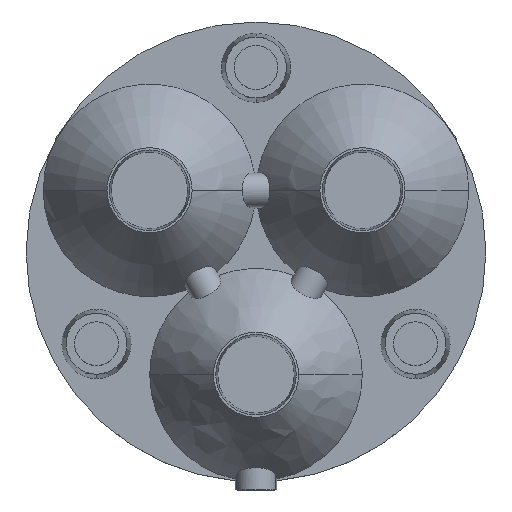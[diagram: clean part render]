
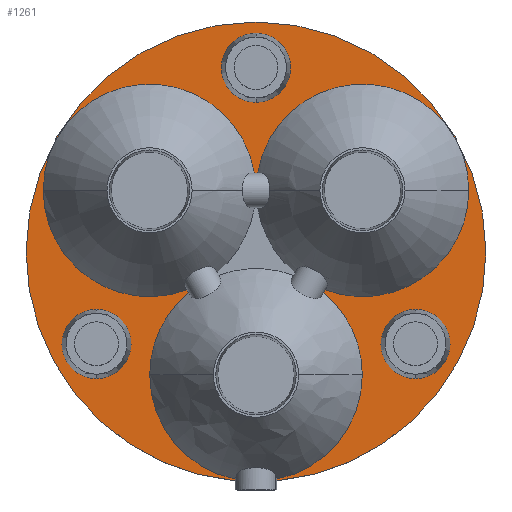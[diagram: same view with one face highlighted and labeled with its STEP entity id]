
A CAD part, top view. The second image highlights one B-rep face of the part: STEP entity #1261.
In plain terms, the highlighted planar face has unit normal (0, 0, 1).
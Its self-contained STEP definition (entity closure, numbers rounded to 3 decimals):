
#100=CARTESIAN_POINT('',(6.928,1.341,0.7));
#101=DIRECTION('',(0.,0.,-1.));
#102=DIRECTION('',(0.,-1.,0.));
#103=AXIS2_PLACEMENT_3D('',#100,#101,#102);
#105=CARTESIAN_POINT('',(6.928,1.341,0.7));
#106=DIRECTION('',(0.,0.,-1.));
#107=DIRECTION('',(0.,1.,0.));
#108=AXIS2_PLACEMENT_3D('',#105,#106,#107);
#110=CARTESIAN_POINT('',(-6.928,1.341,0.7));
#111=DIRECTION('',(0.,0.,-1.));
#112=DIRECTION('',(0.,-1.,0.));
#113=AXIS2_PLACEMENT_3D('',#110,#111,#112);
#115=CARTESIAN_POINT('',(-6.928,1.341,0.7));
#116=DIRECTION('',(0.,0.,-1.));
#117=DIRECTION('',(0.,1.,0.));
#118=AXIS2_PLACEMENT_3D('',#115,#116,#117);
#120=CARTESIAN_POINT('',(0.,13.341,0.7));
#121=DIRECTION('',(0.,0.,-1.));
#122=DIRECTION('',(0.,-1.,0.));
#123=AXIS2_PLACEMENT_3D('',#120,#121,#122);
#125=CARTESIAN_POINT('',(0.,13.341,0.7));
#126=DIRECTION('',(0.,0.,-1.));
#127=DIRECTION('',(0.,1.,0.));
#128=AXIS2_PLACEMENT_3D('',#125,#126,#127);
#130=DIRECTION('',(0.5,0.866,0.));
#131=VECTOR('',#130,0.141);
#132=CARTESIAN_POINT('',(2.927,3.57,0.7));
#133=LINE('',#132,#131);
#134=CARTESIAN_POINT('',(4.625,8.011,0.7));
#135=DIRECTION('',(0.,0.,-1.));
#136=DIRECTION('',(-0.987,0.162,0.));
#137=AXIS2_PLACEMENT_3D('',#134,#135,#136);
#139=DIRECTION('',(-1.,0.,0.));
#140=VECTOR('',#139,0.14);
#141=CARTESIAN_POINT('',(0.07,8.761,0.7));
#142=LINE('',#141,#140);
#143=CARTESIAN_POINT('',(-4.625,8.011,0.7));
#144=DIRECTION('',(0.,0.,-1.));
#145=DIRECTION('',(-1.,0.,0.));
#146=AXIS2_PLACEMENT_3D('',#143,#144,#145);
#148=DIRECTION('',(0.5,-0.866,0.));
#149=VECTOR('',#148,0.141);
#150=CARTESIAN_POINT('',(-2.997,3.691,0.7));
#151=LINE('',#150,#149);
#152=CARTESIAN_POINT('',(0.,0.,0.7));
#153=DIRECTION('',(0.,0.,-1.));
#154=DIRECTION('',(-0.195,-0.981,0.));
#155=AXIS2_PLACEMENT_3D('',#152,#153,#154);
#157=DIRECTION('',(0.,-1.,0.));
#158=VECTOR('',#157,0.078);
#159=CARTESIAN_POINT('',(-0.9,-4.528,0.7));
#160=LINE('',#159,#158);
#161=DIRECTION('',(0.,-1.,0.));
#162=VECTOR('',#161,0.078);
#163=CARTESIAN_POINT('',(0.9,-4.528,0.7));
#164=LINE('',#163,#162);
#165=CARTESIAN_POINT('',(0.,0.,0.7));
#166=DIRECTION('',(0.,0.,-1.));
#167=DIRECTION('',(1.,0.,0.));
#168=AXIS2_PLACEMENT_3D('',#165,#166,#167);
#353=CARTESIAN_POINT('',(0.,0.,0.7));
#354=DIRECTION('',(0.,0.,-1.));
#355=DIRECTION('',(0.634,0.773,0.));
#356=AXIS2_PLACEMENT_3D('',#353,#354,#355);
#358=CARTESIAN_POINT('',(4.616,0.,0.7));
#365=CARTESIAN_POINT('',(-4.616,0.,0.7));
#372=CARTESIAN_POINT('',(0.,0.,0.7));
#373=DIRECTION('',(0.,0.,-1.));
#374=DIRECTION('',(-1.,0.,0.));
#375=AXIS2_PLACEMENT_3D('',#372,#373,#374);
#449=CARTESIAN_POINT('',(4.625,8.011,0.7));
#450=DIRECTION('',(0.,0.,-1.));
#451=DIRECTION('',(1.,0.,0.));
#452=AXIS2_PLACEMENT_3D('',#449,#450,#451);
#535=CARTESIAN_POINT('',(-4.625,8.011,0.7));
#536=DIRECTION('',(0.,0.,-1.));
#537=DIRECTION('',(0.353,-0.936,0.));
#538=AXIS2_PLACEMENT_3D('',#535,#536,#537);
#578=CARTESIAN_POINT('',(-9.241,8.011,0.7));
#602=CARTESIAN_POINT('',(9.241,8.011,0.7));
#723=CARTESIAN_POINT('',(0.,5.341,0.7));
#724=DIRECTION('',(0.,0.,1.));
#725=DIRECTION('',(0.09,-0.996,0.));
#726=AXIS2_PLACEMENT_3D('',#723,#724,#725);
#732=CARTESIAN_POINT('',(0.,5.341,0.7));
#733=DIRECTION('',(0.,0.,1.));
#734=DIRECTION('',(-1.,0.,0.));
#735=AXIS2_PLACEMENT_3D('',#732,#733,#734);
#737=CARTESIAN_POINT('',(0.,5.341,0.7));
#738=DIRECTION('',(0.,0.,1.));
#739=DIRECTION('',(1.,0.,0.));
#740=AXIS2_PLACEMENT_3D('',#737,#738,#739);
#890=CARTESIAN_POINT('',(6.928,-0.159,0.7));
#892=VERTEX_POINT('',#890);
#894=CARTESIAN_POINT('',(6.928,2.841,0.7));
#896=VERTEX_POINT('',#894);
#898=CARTESIAN_POINT('',(-6.928,-0.159,0.7));
#900=VERTEX_POINT('',#898);
#902=CARTESIAN_POINT('',(-6.928,2.841,0.7));
#904=VERTEX_POINT('',#902);
#906=CARTESIAN_POINT('',(0.,11.841,0.7));
#908=VERTEX_POINT('',#906);
#910=CARTESIAN_POINT('',(0.,14.841,0.7));
#912=VERTEX_POINT('',#910);
#922=CARTESIAN_POINT('',(-0.9,-4.605,0.7));
#923=VERTEX_POINT('',#922);
#928=CARTESIAN_POINT('',(0.9,-4.605,0.7));
#929=VERTEX_POINT('',#928);
#942=VERTEX_POINT('',#358);
#943=VERTEX_POINT('',#365);
#944=CARTESIAN_POINT('',(-0.9,-4.528,0.7));
#945=VERTEX_POINT('',#944);
#946=CARTESIAN_POINT('',(0.9,-4.528,0.7));
#947=VERTEX_POINT('',#946);
#972=VERTEX_POINT('',#602);
#973=VERTEX_POINT('',#578);
#998=CARTESIAN_POINT('',(2.927,3.57,0.7));
#999=CARTESIAN_POINT('',(2.997,3.691,0.7));
#1000=VERTEX_POINT('',#998);
#1001=VERTEX_POINT('',#999);
#1002=CARTESIAN_POINT('',(0.07,8.761,0.7));
#1003=CARTESIAN_POINT('',(-0.07,8.761,0.7));
#1004=VERTEX_POINT('',#1002);
#1005=VERTEX_POINT('',#1003);
#1006=CARTESIAN_POINT('',(-2.997,3.691,0.7));
#1007=CARTESIAN_POINT('',(-2.927,3.57,0.7));
#1008=VERTEX_POINT('',#1006);
#1009=VERTEX_POINT('',#1007);
#1042=CARTESIAN_POINT('',(9.986,5.341,0.7));
#1043=CARTESIAN_POINT('',(-9.986,5.341,
0.7));
#1044=VERTEX_POINT('',#1042);
#1045=VERTEX_POINT('',#1043);
#1208=CARTESIAN_POINT('',(0.,0.,0.7));
#1209=DIRECTION('',(0.,0.,-1.));
#1210=DIRECTION('',(-1.,0.,0.));
#1211=AXIS2_PLACEMENT_3D('',#1208,#1209,#1210);
#1212=PLANE('',#1211);
#1214=ORIENTED_EDGE('',*,*,#1213,.T.);
#1216=ORIENTED_EDGE('',*,*,#1215,.F.);
#1218=ORIENTED_EDGE('',*,*,#1217,.F.);
#1220=ORIENTED_EDGE('',*,*,#1219,.T.);
#1222=ORIENTED_EDGE('',*,*,#1221,.F.);
#1224=ORIENTED_EDGE('',*,*,#1223,.F.);
#1226=ORIENTED_EDGE('',*,*,#1225,.T.);
#1228=ORIENTED_EDGE('',*,*,#1227,.F.);
#1229=ORIENTED_EDGE('',*,*,#1086,.F.);
#1230=ORIENTED_EDGE('',*,*,#1110,.T.);
#1232=ORIENTED_EDGE('',*,*,#1231,.F.);
#1234=ORIENTED_EDGE('',*,*,#1233,.F.);
#1236=ORIENTED_EDGE('',*,*,#1235,.F.);
#1237=ORIENTED_EDGE('',*,*,#1201,.F.);
#1238=ORIENTED_EDGE('',*,*,#1094,.F.);
#1240=ORIENTED_EDGE('',*,*,#1239,.F.);
#1241=EDGE_LOOP('',(#1214,#1216,#1218,#1220,#1222,#1224,#1226,#1228,#1229,#1230,
#1232,#1234,#1236,#1237,#1238,#1240));
#1242=FACE_OUTER_BOUND('',#1241,.F.);
#1244=ORIENTED_EDGE('',*,*,#1243,.F.);
#1246=ORIENTED_EDGE('',*,*,#1245,.F.);
#1247=EDGE_LOOP('',(#1244,#1246));
#1248=FACE_BOUND('',#1247,.F.);
#1250=ORIENTED_EDGE('',*,*,#1249,.F.);
#1252=ORIENTED_EDGE('',*,*,#1251,.F.);
#1253=EDGE_LOOP('',(#1250,#1252));
#1254=FACE_BOUND('',#1253,.F.);
#1256=ORIENTED_EDGE('',*,*,#1255,.F.);
#1258=ORIENTED_EDGE('',*,*,#1257,.F.);
#1259=EDGE_LOOP('',(#1256,#1258));
#1260=FACE_BOUND('',#1259,.F.);
#1261=ADVANCED_FACE('',(#1242,#1248,#1254,#1260),#1212,.F.);
#104=CIRCLE('',#103,1.5);
#109=CIRCLE('',#108,1.5);
#114=CIRCLE('',#113,1.5);
#119=CIRCLE('',#118,1.5);
#124=CIRCLE('',#123,1.5);
#129=CIRCLE('',#128,1.5);
#138=CIRCLE('',#137,4.616);
#147=CIRCLE('',#146,4.616);
#156=CIRCLE('',#155,4.616);
#169=CIRCLE('',#168,4.616);
#357=CIRCLE('',#356,4.616);
#376=CIRCLE('',#375,4.616);
#453=CIRCLE('',#452,4.616);
#539=CIRCLE('',#538,4.616);
#727=CIRCLE('',#726,9.986);
#736=CIRCLE('',#735,9.986);
#741=CIRCLE('',#740,9.986);
#1086=EDGE_CURVE('',#945,#943,#156,.T.);
#1094=EDGE_CURVE('',#942,#947,#169,.T.);
#1110=EDGE_CURVE('',#945,#923,#160,.T.);
#1201=EDGE_CURVE('',#947,#929,#164,.T.);
#1213=EDGE_CURVE('',#1000,#1001,#133,.T.);
#1215=EDGE_CURVE('',#972,#1001,#453,.T.);
#1217=EDGE_CURVE('',#1004,#972,#138,.T.);
#1219=EDGE_CURVE('',#1004,#1005,#142,.T.);
#1221=EDGE_CURVE('',#973,#1005,#147,.T.);
#1223=EDGE_CURVE('',#1008,#973,#539,.T.);
#1225=EDGE_CURVE('',#1008,#1009,#151,.T.);
#1227=EDGE_CURVE('',#943,#1009,#376,.T.);
#1231=EDGE_CURVE('',#1045,#923,#736,.T.);
#1233=EDGE_CURVE('',#1044,#1045,#741,.T.);
#1235=EDGE_CURVE('',#929,#1044,#727,.T.);
#1239=EDGE_CURVE('',#1000,#942,#357,.T.);
#1243=EDGE_CURVE('',#892,#896,#104,.T.);
#1245=EDGE_CURVE('',#896,#892,#109,.T.);
#1249=EDGE_CURVE('',#900,#904,#114,.T.);
#1251=EDGE_CURVE('',#904,#900,#119,.T.);
#1255=EDGE_CURVE('',#908,#912,#124,.T.);
#1257=EDGE_CURVE('',#912,#908,#129,.T.);
